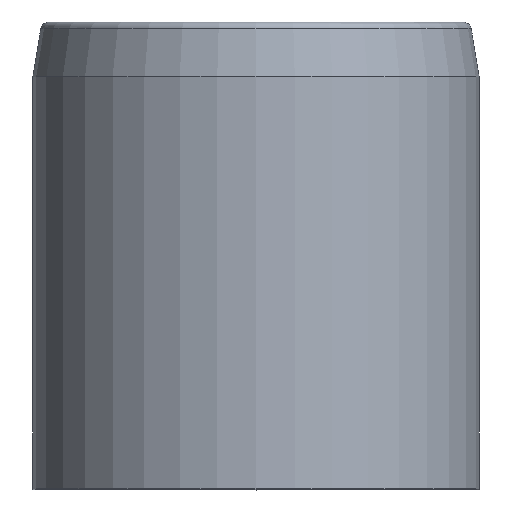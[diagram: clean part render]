
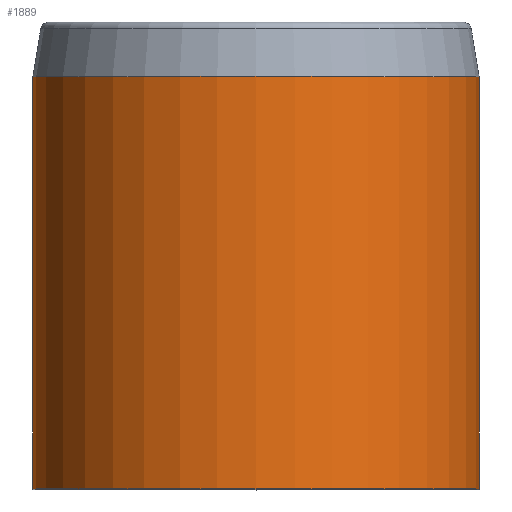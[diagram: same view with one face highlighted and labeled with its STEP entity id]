
A CAD part, top view. The second image highlights one B-rep face of the part: STEP entity #1889.
In plain terms, the highlighted cylindrical face has radius 28.65 mm (diameter 57.3 mm), a partial arc.
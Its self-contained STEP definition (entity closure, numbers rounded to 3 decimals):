
#31=DIRECTION('',(0.,1.,0.));
#32=VECTOR('',#31,52.924);
#33=CARTESIAN_POINT('',(28.65,0.076,0.));
#34=LINE('',#33,#32);
#35=DIRECTION('',(0.,1.,0.));
#36=VECTOR('',#35,52.924);
#37=CARTESIAN_POINT('',(-28.65,0.076,0.));
#38=LINE('',#37,#36);
#39=CARTESIAN_POINT('',(0.,0.076,0.));
#40=DIRECTION('',(0.,1.,0.));
#41=DIRECTION('',(-1.,0.,0.));
#42=AXIS2_PLACEMENT_3D('',#39,#40,#41);
#54=CARTESIAN_POINT('',(0.,53.,0.));
#55=DIRECTION('',(0.,-1.,0.));
#56=DIRECTION('',(1.,0.,0.));
#57=AXIS2_PLACEMENT_3D('',#54,#55,#56);
#1716=CARTESIAN_POINT('',(28.65,53.,0.));
#1717=CARTESIAN_POINT('',(-28.65,53.,0.));
#1718=VERTEX_POINT('',#1716);
#1719=VERTEX_POINT('',#1717);
#1740=CARTESIAN_POINT('',(28.65,0.076,0.));
#1741=CARTESIAN_POINT('',(-28.65,0.076,0.));
#1742=VERTEX_POINT('',#1740);
#1743=VERTEX_POINT('',#1741);
#1876=CARTESIAN_POINT('',(0.,63.,0.));
#1877=DIRECTION('',(0.,-1.,0.));
#1878=DIRECTION('',(-1.,0.,0.));
#1879=AXIS2_PLACEMENT_3D('',#1876,#1877,#1878);
#1880=CYLINDRICAL_SURFACE('',#1879,28.65);
#1882=ORIENTED_EDGE('',*,*,#1881,.F.);
#1883=ORIENTED_EDGE('',*,*,#1871,.T.);
#1885=ORIENTED_EDGE('',*,*,#1884,.F.);
#1886=ORIENTED_EDGE('',*,*,#1867,.F.);
#1887=EDGE_LOOP('',(#1882,#1883,#1885,#1886));
#1888=FACE_OUTER_BOUND('',#1887,.F.);
#1889=ADVANCED_FACE('',(#1888),#1880,.T.);
#43=CIRCLE('',#42,28.65);
#58=CIRCLE('',#57,28.65);
#1867=EDGE_CURVE('',#1742,#1718,#34,.T.);
#1871=EDGE_CURVE('',#1743,#1719,#38,.T.);
#1881=EDGE_CURVE('',#1743,#1742,#43,.T.);
#1884=EDGE_CURVE('',#1718,#1719,#58,.T.);
